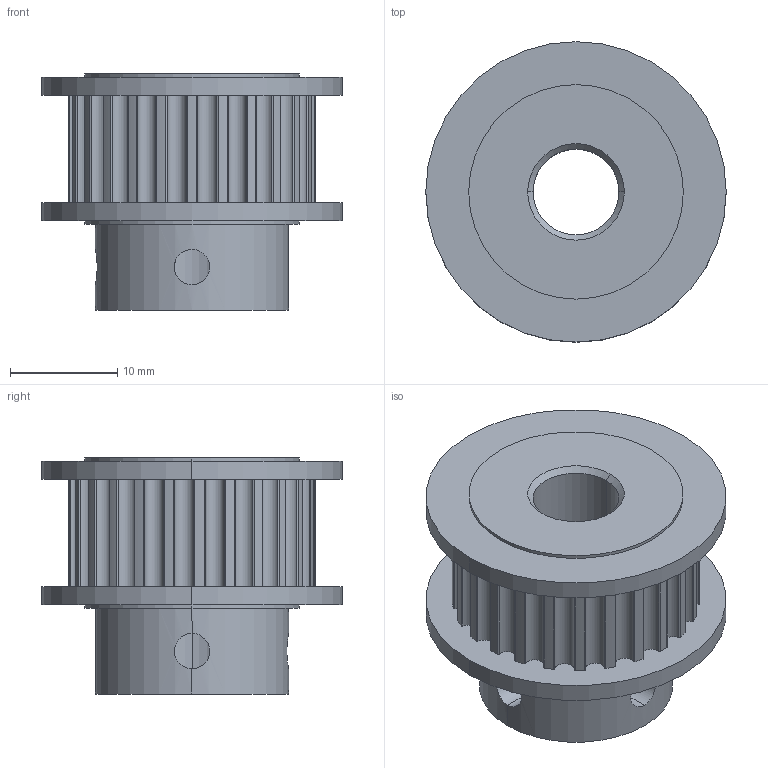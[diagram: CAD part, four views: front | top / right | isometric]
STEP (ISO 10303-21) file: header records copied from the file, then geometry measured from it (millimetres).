
FILE_DESCRIPTION (( 'STEP AP214' ), '1' );
FILE_NAME ('4333240000820.STEP', '2018-01-17T02:13:15', ( '13' ), ( '' ), 'SwSTEP 2.0', 'SolidWorks 2012', '' );
FILE_SCHEMA (( 'AUTOMOTIVE_DESIGN' ));
Length unit declared in the file: millimetre
Products named in the file (1): 4333240000820
Bounding box: 28 x 28 x 22 mm (x, y, z)
Volume: 6937.4 mm3; surface area: 4007.2 mm2
Topology: 1 solids, 1 shells, 127 faces, 358 edges, 236 vertices
Faces by surface type: cylinder 116, plane 7, cone 4
Entity records: 4518 total; most frequent: CARTESIAN_POINT 930, DIRECTION 834, ORIENTED_EDGE 716, EDGE_CURVE 358, AXIS2_PLACEMENT_3D 356, VERTEX_POINT 236, CIRCLE 228, EDGE_LOOP 136
